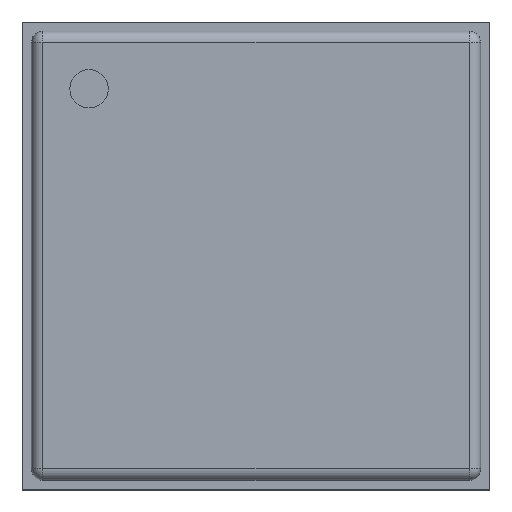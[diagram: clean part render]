
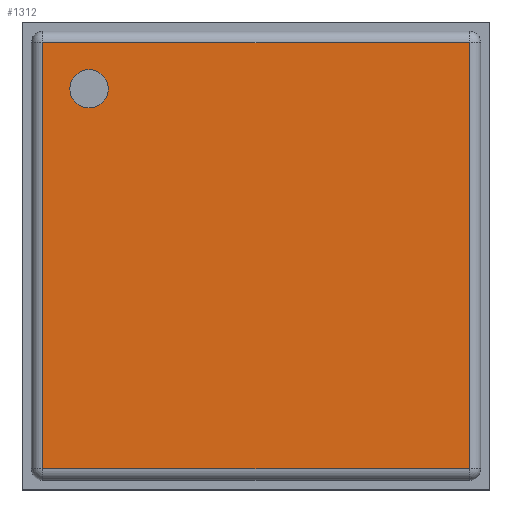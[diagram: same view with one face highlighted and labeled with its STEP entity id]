
A CAD part, top view. The second image highlights one B-rep face of the part: STEP entity #1312.
In plain terms, the highlighted planar face has unit normal (0, 0, 1).
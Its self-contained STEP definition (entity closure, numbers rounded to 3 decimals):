
#622 = CYLINDRICAL_SURFACE('',#623,0.3);
#623 = AXIS2_PLACEMENT_3D('',#624,#625,#626);
#624 = CARTESIAN_POINT('',(5.55,-5.55,3.45));
#625 = DIRECTION('',(-1.,0.,0.));
#626 = DIRECTION('',(0.,-1.,0.));
#731 = CYLINDRICAL_SURFACE('',#732,0.3);
#732 = AXIS2_PLACEMENT_3D('',#733,#734,#735);
#733 = CARTESIAN_POINT('',(5.55,5.55,3.45));
#734 = DIRECTION('',(0.,-1.,0.));
#735 = DIRECTION('',(1.,0.,0.));
#840 = CYLINDRICAL_SURFACE('',#841,0.3);
#841 = AXIS2_PLACEMENT_3D('',#842,#843,#844);
#842 = CARTESIAN_POINT('',(-5.55,5.55,3.45));
#843 = DIRECTION('',(1.,0.,0.));
#844 = DIRECTION('',(0.,1.,0.));
#949 = CYLINDRICAL_SURFACE('',#950,0.3);
#950 = AXIS2_PLACEMENT_3D('',#951,#952,#953);
#951 = CARTESIAN_POINT('',(-5.55,-5.55,3.45));
#952 = DIRECTION('',(0.,1.,0.));
#953 = DIRECTION('',(-1.,0.,0.));
#1020 = VERTEX_POINT('',#1021);
#1021 = CARTESIAN_POINT('',(5.55,-5.55,3.75));
#1041 = EDGE_CURVE('',#1020,#1042,#1044,.T.);
#1042 = VERTEX_POINT('',#1043);
#1043 = CARTESIAN_POINT('',(-5.55,-5.55,3.75));
#1044 = SURFACE_CURVE('',#1045,(#1049,#1056),.PCURVE_S1.);
#1045 = LINE('',#1046,#1047);
#1046 = CARTESIAN_POINT('',(5.55,-5.55,3.75));
#1047 = VECTOR('',#1048,1.);
#1048 = DIRECTION('',(-1.,0.,0.));
#1049 = PCURVE('',#622,#1050);
#1050 = DEFINITIONAL_REPRESENTATION('',(#1051),#1055);
#1051 = LINE('',#1052,#1053);
#1052 = CARTESIAN_POINT('',(1.571,0.));
#1053 = VECTOR('',#1054,1.);
#1054 = DIRECTION('',(0.,1.));
#1055 = ( GEOMETRIC_REPRESENTATION_CONTEXT(2) 
PARAMETRIC_REPRESENTATION_CONTEXT() REPRESENTATION_CONTEXT('2D SPACE',''
  ) );
#1056 = PCURVE('',#1057,#1062);
#1057 = PLANE('',#1058);
#1058 = AXIS2_PLACEMENT_3D('',#1059,#1060,#1061);
#1059 = CARTESIAN_POINT('',(0.,0.,3.75));
#1060 = DIRECTION('',(0.,0.,1.));
#1061 = DIRECTION('',(1.,0.,0.));
#1062 = DEFINITIONAL_REPRESENTATION('',(#1063),#1067);
#1063 = LINE('',#1064,#1065);
#1064 = CARTESIAN_POINT('',(5.55,-5.55));
#1065 = VECTOR('',#1066,1.);
#1066 = DIRECTION('',(-1.,0.));
#1067 = ( GEOMETRIC_REPRESENTATION_CONTEXT(2) 
PARAMETRIC_REPRESENTATION_CONTEXT() REPRESENTATION_CONTEXT('2D SPACE',''
  ) );
#1119 = VERTEX_POINT('',#1120);
#1120 = CARTESIAN_POINT('',(5.55,5.55,3.75));
#1140 = EDGE_CURVE('',#1119,#1020,#1141,.T.);
#1141 = SURFACE_CURVE('',#1142,(#1146,#1153),.PCURVE_S1.);
#1142 = LINE('',#1143,#1144);
#1143 = CARTESIAN_POINT('',(5.55,5.55,3.75));
#1144 = VECTOR('',#1145,1.);
#1145 = DIRECTION('',(0.,-1.,0.));
#1146 = PCURVE('',#731,#1147);
#1147 = DEFINITIONAL_REPRESENTATION('',(#1148),#1152);
#1148 = LINE('',#1149,#1150);
#1149 = CARTESIAN_POINT('',(1.571,0.));
#1150 = VECTOR('',#1151,1.);
#1151 = DIRECTION('',(0.,1.));
#1152 = ( GEOMETRIC_REPRESENTATION_CONTEXT(2) 
PARAMETRIC_REPRESENTATION_CONTEXT() REPRESENTATION_CONTEXT('2D SPACE',''
  ) );
#1153 = PCURVE('',#1057,#1154);
#1154 = DEFINITIONAL_REPRESENTATION('',(#1155),#1159);
#1155 = LINE('',#1156,#1157);
#1156 = CARTESIAN_POINT('',(5.55,5.55));
#1157 = VECTOR('',#1158,1.);
#1158 = DIRECTION('',(0.,-1.));
#1159 = ( GEOMETRIC_REPRESENTATION_CONTEXT(2) 
PARAMETRIC_REPRESENTATION_CONTEXT() REPRESENTATION_CONTEXT('2D SPACE',''
  ) );
#1192 = VERTEX_POINT('',#1193);
#1193 = CARTESIAN_POINT('',(-5.55,5.55,3.75));
#1213 = EDGE_CURVE('',#1192,#1119,#1214,.T.);
#1214 = SURFACE_CURVE('',#1215,(#1219,#1226),.PCURVE_S1.);
#1215 = LINE('',#1216,#1217);
#1216 = CARTESIAN_POINT('',(-5.55,5.55,3.75));
#1217 = VECTOR('',#1218,1.);
#1218 = DIRECTION('',(1.,0.,0.));
#1219 = PCURVE('',#840,#1220);
#1220 = DEFINITIONAL_REPRESENTATION('',(#1221),#1225);
#1221 = LINE('',#1222,#1223);
#1222 = CARTESIAN_POINT('',(1.571,0.));
#1223 = VECTOR('',#1224,1.);
#1224 = DIRECTION('',(0.,1.));
#1225 = ( GEOMETRIC_REPRESENTATION_CONTEXT(2) 
PARAMETRIC_REPRESENTATION_CONTEXT() REPRESENTATION_CONTEXT('2D SPACE',''
  ) );
#1226 = PCURVE('',#1057,#1227);
#1227 = DEFINITIONAL_REPRESENTATION('',(#1228),#1232);
#1228 = LINE('',#1229,#1230);
#1229 = CARTESIAN_POINT('',(-5.55,5.55));
#1230 = VECTOR('',#1231,1.);
#1231 = DIRECTION('',(1.,0.));
#1232 = ( GEOMETRIC_REPRESENTATION_CONTEXT(2) 
PARAMETRIC_REPRESENTATION_CONTEXT() REPRESENTATION_CONTEXT('2D SPACE',''
  ) );
#1284 = EDGE_CURVE('',#1042,#1192,#1285,.T.);
#1285 = SURFACE_CURVE('',#1286,(#1290,#1297),.PCURVE_S1.);
#1286 = LINE('',#1287,#1288);
#1287 = CARTESIAN_POINT('',(-5.55,-5.55,3.75));
#1288 = VECTOR('',#1289,1.);
#1289 = DIRECTION('',(0.,1.,0.));
#1290 = PCURVE('',#949,#1291);
#1291 = DEFINITIONAL_REPRESENTATION('',(#1292),#1296);
#1292 = LINE('',#1293,#1294);
#1293 = CARTESIAN_POINT('',(1.571,0.));
#1294 = VECTOR('',#1295,1.);
#1295 = DIRECTION('',(0.,1.));
#1296 = ( GEOMETRIC_REPRESENTATION_CONTEXT(2) 
PARAMETRIC_REPRESENTATION_CONTEXT() REPRESENTATION_CONTEXT('2D SPACE',''
  ) );
#1297 = PCURVE('',#1057,#1298);
#1298 = DEFINITIONAL_REPRESENTATION('',(#1299),#1303);
#1299 = LINE('',#1300,#1301);
#1300 = CARTESIAN_POINT('',(-5.55,-5.55));
#1301 = VECTOR('',#1302,1.);
#1302 = DIRECTION('',(0.,1.));
#1303 = ( GEOMETRIC_REPRESENTATION_CONTEXT(2) 
PARAMETRIC_REPRESENTATION_CONTEXT() REPRESENTATION_CONTEXT('2D SPACE',''
  ) );
#1312 = ADVANCED_FACE('',(#1313,#1319),#1057,.T.);
#1313 = FACE_BOUND('',#1314,.T.);
#1314 = EDGE_LOOP('',(#1315,#1316,#1317,#1318));
#1315 = ORIENTED_EDGE('',*,*,#1284,.F.);
#1316 = ORIENTED_EDGE('',*,*,#1041,.F.);
#1317 = ORIENTED_EDGE('',*,*,#1140,.F.);
#1318 = ORIENTED_EDGE('',*,*,#1213,.F.);
#1319 = FACE_BOUND('',#1320,.T.);
#1320 = EDGE_LOOP('',(#1321));
#1321 = ORIENTED_EDGE('',*,*,#1322,.T.);
#1322 = EDGE_CURVE('',#1323,#1323,#1325,.T.);
#1323 = VERTEX_POINT('',#1324);
#1324 = CARTESIAN_POINT('',(-4.85,4.35,3.75));
#1325 = SURFACE_CURVE('',#1326,(#1331,#1342),.PCURVE_S1.);
#1326 = CIRCLE('',#1327,0.5);
#1327 = AXIS2_PLACEMENT_3D('',#1328,#1329,#1330);
#1328 = CARTESIAN_POINT('',(-4.35,4.35,3.75));
#1329 = DIRECTION('',(0.,0.,-1.));
#1330 = DIRECTION('',(-1.,0.,0.));
#1331 = PCURVE('',#1057,#1332);
#1332 = DEFINITIONAL_REPRESENTATION('',(#1333),#1341);
#1333 = ( BOUNDED_CURVE() B_SPLINE_CURVE(2,(#1334,#1335,#1336,#1337,
#1338,#1339,#1340),.UNSPECIFIED.,.T.,.F.) B_SPLINE_CURVE_WITH_KNOTS((1,2
    ,2,2,2,1),(-2.094,0.,2.094,4.189,
6.283,8.378),.UNSPECIFIED.) CURVE() 
GEOMETRIC_REPRESENTATION_ITEM() RATIONAL_B_SPLINE_CURVE((1.,0.5,1.,0.5,
1.,0.5,1.)) REPRESENTATION_ITEM('') );
#1334 = CARTESIAN_POINT('',(-4.85,4.35));
#1335 = CARTESIAN_POINT('',(-4.85,5.216));
#1336 = CARTESIAN_POINT('',(-4.1,4.783));
#1337 = CARTESIAN_POINT('',(-3.35,4.35));
#1338 = CARTESIAN_POINT('',(-4.1,3.917));
#1339 = CARTESIAN_POINT('',(-4.85,3.484));
#1340 = CARTESIAN_POINT('',(-4.85,4.35));
#1341 = ( GEOMETRIC_REPRESENTATION_CONTEXT(2) 
PARAMETRIC_REPRESENTATION_CONTEXT() REPRESENTATION_CONTEXT('2D SPACE',''
  ) );
#1342 = PCURVE('',#1343,#1348);
#1343 = CYLINDRICAL_SURFACE('',#1344,0.5);
#1344 = AXIS2_PLACEMENT_3D('',#1345,#1346,#1347);
#1345 = CARTESIAN_POINT('',(-4.35,4.35,3.75));
#1346 = DIRECTION('',(0.,0.,-1.));
#1347 = DIRECTION('',(-1.,0.,0.));
#1348 = DEFINITIONAL_REPRESENTATION('',(#1349),#1353);
#1349 = LINE('',#1350,#1351);
#1350 = CARTESIAN_POINT('',(0.,0.));
#1351 = VECTOR('',#1352,1.);
#1352 = DIRECTION('',(1.,0.));
#1353 = ( GEOMETRIC_REPRESENTATION_CONTEXT(2) 
PARAMETRIC_REPRESENTATION_CONTEXT() REPRESENTATION_CONTEXT('2D SPACE',''
  ) );
